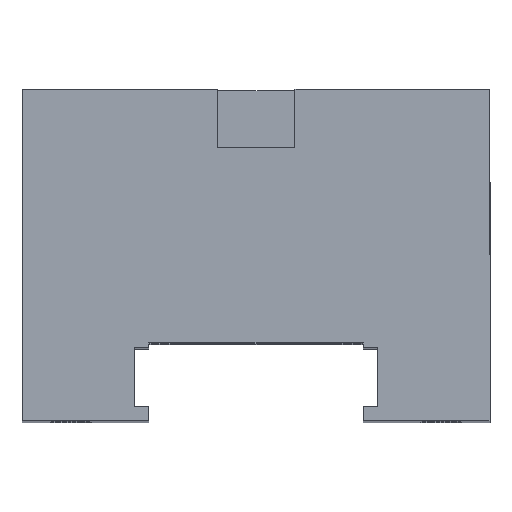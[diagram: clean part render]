
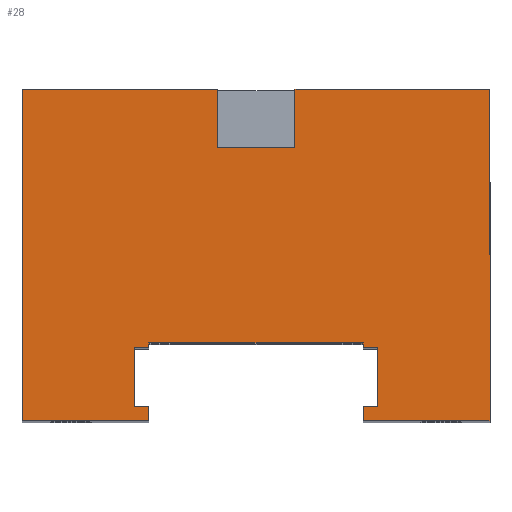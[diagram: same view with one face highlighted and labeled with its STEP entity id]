
A CAD part, top view. The second image highlights one B-rep face of the part: STEP entity #28.
In plain terms, the highlighted planar face has unit normal (0, 0, 1).
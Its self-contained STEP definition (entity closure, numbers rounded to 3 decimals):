
#3 = VERTEX_POINT ( 'NONE', #831 ) ;
#4 = ORIENTED_EDGE ( 'NONE', *, *, #464, .T. ) ;
#5 = ORIENTED_EDGE ( 'NONE', *, *, #940, .T. ) ;
#6 = ORIENTED_EDGE ( 'NONE', *, *, #791, .T. ) ;
#7 = ORIENTED_EDGE ( 'NONE', *, *, #802, .T. ) ;
#8 = ORIENTED_EDGE ( 'NONE', *, *, #921, .T. ) ;
#14 = VERTEX_POINT ( 'NONE', #820 ) ;
#16 = EDGE_CURVE ( 'NONE', #378, #14, #819, .T. ) ;
#28 = ADVANCED_FACE ( 'NONE', ( #870 ), #869, .T. ) ;
#29 = EDGE_LOOP ( 'NONE', ( #30, #4, #5, #6, #7, #8, #42, #43, #44, #108, #109, #110, #111, #112, #113, #114, #87, #88, #89, #92 ) ) ;
#30 = ORIENTED_EDGE ( 'NONE', *, *, #31, .T. ) ;
#31 = EDGE_CURVE ( 'NONE', #3, #465, #904, .T. ) ;
#32 = EDGE_CURVE ( 'NONE', #3, #91, #900, .T. ) ;
#42 = ORIENTED_EDGE ( 'NONE', *, *, #730, .T. ) ;
#43 = ORIENTED_EDGE ( 'NONE', *, *, #771, .T. ) ;
#44 = ORIENTED_EDGE ( 'NONE', *, *, #758, .T. ) ;
#87 = ORIENTED_EDGE ( 'NONE', *, *, #224, .T. ) ;
#88 = ORIENTED_EDGE ( 'NONE', *, *, #16, .T. ) ;
#89 = ORIENTED_EDGE ( 'NONE', *, *, #90, .F. ) ;
#90 = EDGE_CURVE ( 'NONE', #91, #14, #996, .T. ) ;
#91 = VERTEX_POINT ( 'NONE', #992 ) ;
#92 = ORIENTED_EDGE ( 'NONE', *, *, #32, .F. ) ;
#108 = ORIENTED_EDGE ( 'NONE', *, *, #909, .T. ) ;
#109 = ORIENTED_EDGE ( 'NONE', *, *, #745, .T. ) ;
#110 = ORIENTED_EDGE ( 'NONE', *, *, #454, .T. ) ;
#111 = ORIENTED_EDGE ( 'NONE', *, *, #519, .T. ) ;
#112 = ORIENTED_EDGE ( 'NONE', *, *, #489, .T. ) ;
#113 = ORIENTED_EDGE ( 'NONE', *, *, #500, .T. ) ;
#114 = ORIENTED_EDGE ( 'NONE', *, *, #504, .T. ) ;
#164 = VERTEX_POINT ( 'NONE', #1244 ) ;
#224 = EDGE_CURVE ( 'NONE', #164, #378, #1107, .T. ) ;
#378 = VERTEX_POINT ( 'NONE', #1480 ) ;
#446 = VERTEX_POINT ( 'NONE', #1395 ) ;
#452 = VERTEX_POINT ( 'NONE', #1385 ) ;
#454 = EDGE_CURVE ( 'NONE', #743, #452, #1384, .T. ) ;
#464 = EDGE_CURVE ( 'NONE', #465, #941, #1369, .T. ) ;
#465 = VERTEX_POINT ( 'NONE', #1365 ) ;
#489 = EDGE_CURVE ( 'NONE', #517, #446, #1574, .T. ) ;
#498 = VERTEX_POINT ( 'NONE', #1555 ) ;
#500 = EDGE_CURVE ( 'NONE', #446, #498, #1554, .T. ) ;
#504 = EDGE_CURVE ( 'NONE', #498, #164, #1793, .T. ) ;
#517 = VERTEX_POINT ( 'NONE', #1628 ) ;
#519 = EDGE_CURVE ( 'NONE', #452, #517, #1627, .T. ) ;
#730 = EDGE_CURVE ( 'NONE', #919, #840, #1945, .T. ) ;
#743 = VERTEX_POINT ( 'NONE', #2082 ) ;
#745 = EDGE_CURVE ( 'NONE', #907, #743, #2081, .T. ) ;
#756 = VERTEX_POINT ( 'NONE', #1973 ) ;
#758 = EDGE_CURVE ( 'NONE', #769, #756, #2050, .T. ) ;
#769 = VERTEX_POINT ( 'NONE', #2175 ) ;
#771 = EDGE_CURVE ( 'NONE', #840, #769, #2174, .T. ) ;
#789 = VERTEX_POINT ( 'NONE', #2101 ) ;
#791 = EDGE_CURVE ( 'NONE', #938, #789, #2100, .T. ) ;
#800 = VERTEX_POINT ( 'NONE', #2248 ) ;
#802 = EDGE_CURVE ( 'NONE', #789, #800, #2156, .T. ) ;
#816 = DIRECTION ( 'NONE',  ( -1., 0., 0. ) ) ;
#817 = VECTOR ( 'NONE', #816, 1000. ) ;
#818 = CARTESIAN_POINT ( 'NONE',  ( -24., 0., 50. ) ) ;
#819 = LINE ( 'NONE', #818, #817 ) ;
#820 = CARTESIAN_POINT ( 'NONE',  ( 4., 0., 50. ) ) ;
#831 = CARTESIAN_POINT ( 'NONE',  ( -4., -6., 50. ) ) ;
#840 = VERTEX_POINT ( 'NONE', #2126 ) ;
#842 = DIRECTION ( 'NONE',  ( 0., -1., 0. ) ) ;
#843 = VECTOR ( 'NONE', #842, 1000. ) ;
#847 = CARTESIAN_POINT ( 'NONE',  ( 11., -32.5, 50. ) ) ;
#867 = CARTESIAN_POINT ( 'NONE',  ( -24., -34., 50. ) ) ;
#868 = AXIS2_PLACEMENT_3D ( 'NONE', #867, #906, #905 ) ;
#869 = PLANE ( 'NONE',  #868 ) ;
#870 = FACE_OUTER_BOUND ( 'NONE', #29, .T. ) ;
#897 = DIRECTION ( 'NONE',  ( 1., 0., 0. ) ) ;
#898 = VECTOR ( 'NONE', #897, 1000. ) ;
#899 = CARTESIAN_POINT ( 'NONE',  ( -4., -6., 50. ) ) ;
#900 = LINE ( 'NONE', #899, #898 ) ;
#901 = DIRECTION ( 'NONE',  ( 0., 1., 0. ) ) ;
#902 = VECTOR ( 'NONE', #901, 1000. ) ;
#903 = CARTESIAN_POINT ( 'NONE',  ( -4., -6., 50. ) ) ;
#904 = LINE ( 'NONE', #903, #902 ) ;
#905 = DIRECTION ( 'NONE',  ( 1., 0., 0. ) ) ;
#906 = DIRECTION ( 'NONE',  ( 0., 0., 1. ) ) ;
#907 = VERTEX_POINT ( 'NONE', #2127 ) ;
#909 = EDGE_CURVE ( 'NONE', #756, #907, #2210, .T. ) ;
#919 = VERTEX_POINT ( 'NONE', #2186 ) ;
#921 = EDGE_CURVE ( 'NONE', #800, #919, #2185, .T. ) ;
#938 = VERTEX_POINT ( 'NONE', #2212 ) ;
#940 = EDGE_CURVE ( 'NONE', #941, #938, #2211, .T. ) ;
#941 = VERTEX_POINT ( 'NONE', #2234 ) ;
#992 = CARTESIAN_POINT ( 'NONE',  ( 4., -6., 50. ) ) ;
#993 = DIRECTION ( 'NONE',  ( 0., 1., 0. ) ) ;
#994 = VECTOR ( 'NONE', #993, 1000. ) ;
#995 = CARTESIAN_POINT ( 'NONE',  ( 4., -6., 50. ) ) ;
#996 = LINE ( 'NONE', #995, #994 ) ;
#1101 = DIRECTION ( 'NONE',  ( 0., 1., 0. ) ) ;
#1102 = VECTOR ( 'NONE', #1101, 1000. ) ;
#1103 = CARTESIAN_POINT ( 'NONE',  ( 24., 0., 50. ) ) ;
#1107 = LINE ( 'NONE', #1103, #1102 ) ;
#1244 = CARTESIAN_POINT ( 'NONE',  ( 24., -34., 50. ) ) ;
#1365 = CARTESIAN_POINT ( 'NONE',  ( -4., 0., 50. ) ) ;
#1366 = DIRECTION ( 'NONE',  ( -1., 0., 0. ) ) ;
#1367 = VECTOR ( 'NONE', #1366, 1000. ) ;
#1368 = CARTESIAN_POINT ( 'NONE',  ( -24., 0., 50. ) ) ;
#1369 = LINE ( 'NONE', #1368, #1367 ) ;
#1381 = DIRECTION ( 'NONE',  ( 1., 0., 0. ) ) ;
#1382 = VECTOR ( 'NONE', #1381, 1000. ) ;
#1383 = CARTESIAN_POINT ( 'NONE',  ( 11., -26.5, 50. ) ) ;
#1384 = LINE ( 'NONE', #1383, #1382 ) ;
#1385 = CARTESIAN_POINT ( 'NONE',  ( 12.5, -26.5, 50. ) ) ;
#1395 = CARTESIAN_POINT ( 'NONE',  ( 11., -32.5, 50. ) ) ;
#1480 = CARTESIAN_POINT ( 'NONE',  ( 24., 0., 50. ) ) ;
#1554 = LINE ( 'NONE', #847, #843 ) ;
#1555 = CARTESIAN_POINT ( 'NONE',  ( 11., -34., 50. ) ) ;
#1571 = DIRECTION ( 'NONE',  ( -1., 0., 0. ) ) ;
#1572 = VECTOR ( 'NONE', #1571, 1000. ) ;
#1573 = CARTESIAN_POINT ( 'NONE',  ( 12.5, -32.5, 50. ) ) ;
#1574 = LINE ( 'NONE', #1573, #1572 ) ;
#1624 = DIRECTION ( 'NONE',  ( 0., -1., 0. ) ) ;
#1625 = VECTOR ( 'NONE', #1624, 1000. ) ;
#1626 = CARTESIAN_POINT ( 'NONE',  ( 12.5, -26.5, 50. ) ) ;
#1627 = LINE ( 'NONE', #1626, #1625 ) ;
#1628 = CARTESIAN_POINT ( 'NONE',  ( 12.5, -32.5, 50. ) ) ;
#1676 = DIRECTION ( 'NONE',  ( 1., 0., 0. ) ) ;
#1677 = VECTOR ( 'NONE', #1676, 1000. ) ;
#1792 = CARTESIAN_POINT ( 'NONE',  ( 11., -34., 50. ) ) ;
#1793 = LINE ( 'NONE', #1792, #1677 ) ;
#1942 = DIRECTION ( 'NONE',  ( 0., 1., 0. ) ) ;
#1943 = VECTOR ( 'NONE', #1942, 1000. ) ;
#1944 = CARTESIAN_POINT ( 'NONE',  ( -12.5, -32.5, 50. ) ) ;
#1945 = LINE ( 'NONE', #1944, #1943 ) ;
#1973 = CARTESIAN_POINT ( 'NONE',  ( -11., -26., 50. ) ) ;
#2047 = DIRECTION ( 'NONE',  ( 0., 1., 0. ) ) ;
#2048 = VECTOR ( 'NONE', #2047, 1000. ) ;
#2049 = CARTESIAN_POINT ( 'NONE',  ( -11., -26.5, 50. ) ) ;
#2050 = LINE ( 'NONE', #2049, #2048 ) ;
#2071 = DIRECTION ( 'NONE',  ( 0., -1., 0. ) ) ;
#2072 = VECTOR ( 'NONE', #2071, 1000. ) ;
#2080 = CARTESIAN_POINT ( 'NONE',  ( 11., -26., 50. ) ) ;
#2081 = LINE ( 'NONE', #2080, #2072 ) ;
#2082 = CARTESIAN_POINT ( 'NONE',  ( 11., -26.5, 50. ) ) ;
#2097 = DIRECTION ( 'NONE',  ( 1., 0., 0. ) ) ;
#2098 = VECTOR ( 'NONE', #2097, 1000. ) ;
#2099 = CARTESIAN_POINT ( 'NONE',  ( -24., -34., 50. ) ) ;
#2100 = LINE ( 'NONE', #2099, #2098 ) ;
#2101 = CARTESIAN_POINT ( 'NONE',  ( -11., -34., 50. ) ) ;
#2126 = CARTESIAN_POINT ( 'NONE',  ( -12.5, -26.5, 50. ) ) ;
#2127 = CARTESIAN_POINT ( 'NONE',  ( 11., -26., 50. ) ) ;
#2153 = DIRECTION ( 'NONE',  ( 0., 1., 0. ) ) ;
#2154 = VECTOR ( 'NONE', #2153, 1000. ) ;
#2155 = CARTESIAN_POINT ( 'NONE',  ( -11., -34., 50. ) ) ;
#2156 = LINE ( 'NONE', #2155, #2154 ) ;
#2171 = DIRECTION ( 'NONE',  ( 1., 0., 0. ) ) ;
#2172 = VECTOR ( 'NONE', #2171, 1000. ) ;
#2173 = CARTESIAN_POINT ( 'NONE',  ( -12.5, -26.5, 50. ) ) ;
#2174 = LINE ( 'NONE', #2173, #2172 ) ;
#2175 = CARTESIAN_POINT ( 'NONE',  ( -11., -26.5, 50. ) ) ;
#2182 = DIRECTION ( 'NONE',  ( -1., 0., 0. ) ) ;
#2183 = VECTOR ( 'NONE', #2182, 1000. ) ;
#2184 = CARTESIAN_POINT ( 'NONE',  ( -11., -32.5, 50. ) ) ;
#2185 = LINE ( 'NONE', #2184, #2183 ) ;
#2186 = CARTESIAN_POINT ( 'NONE',  ( -12.5, -32.5, 50. ) ) ;
#2207 = DIRECTION ( 'NONE',  ( 1., 0., 0. ) ) ;
#2208 = VECTOR ( 'NONE', #2207, 1000. ) ;
#2209 = CARTESIAN_POINT ( 'NONE',  ( -11., -26., 50. ) ) ;
#2210 = LINE ( 'NONE', #2209, #2208 ) ;
#2211 = LINE ( 'NONE', #2237, #2236 ) ;
#2212 = CARTESIAN_POINT ( 'NONE',  ( -24., -34., 50. ) ) ;
#2234 = CARTESIAN_POINT ( 'NONE',  ( -24., 0., 50. ) ) ;
#2235 = DIRECTION ( 'NONE',  ( 0., -1., 0. ) ) ;
#2236 = VECTOR ( 'NONE', #2235, 1000. ) ;
#2237 = CARTESIAN_POINT ( 'NONE',  ( -24., 0., 50. ) ) ;
#2248 = CARTESIAN_POINT ( 'NONE',  ( -11., -32.5, 50. ) ) ;
